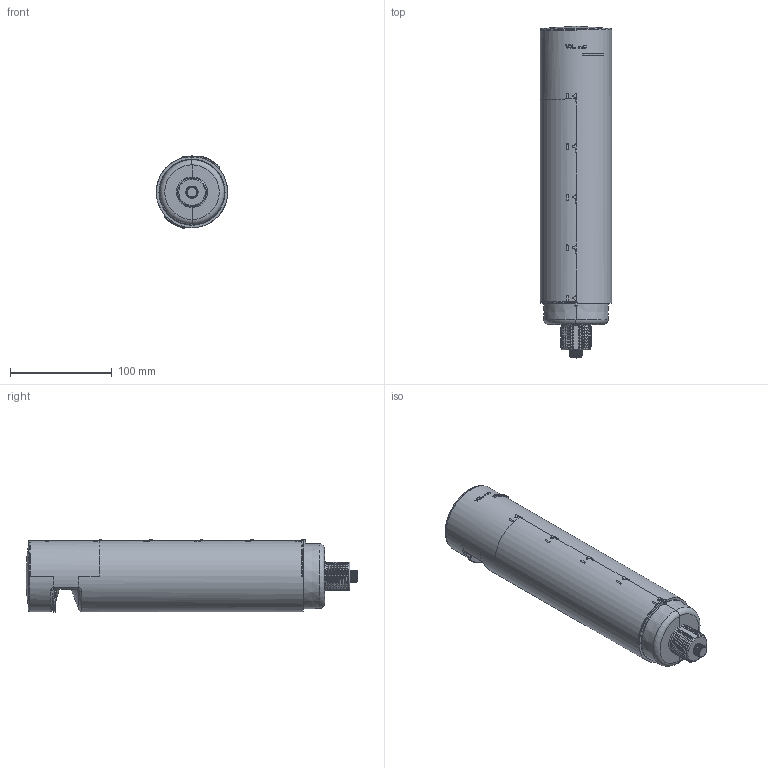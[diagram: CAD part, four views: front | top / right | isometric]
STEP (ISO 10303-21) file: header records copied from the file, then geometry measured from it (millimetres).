
FILE_DESCRIPTION((''),'2;1');
FILE_NAME('181454_SM01_ASM','2022-07-06T08:31:48',('PDMAdmin'),('BANNER ENGINEERING'),'CREO PARAMETRIC BY PTC INC, 2019292','CREO PARAMETRIC BY PTC INC, 2019292','');
FILE_SCHEMA(('CONFIG_CONTROL_DESIGN'));
Length unit declared in the file: millimetre
Products named in the file (2): 181454_EP01; 181454_SM01_ASM
Assembly tree (1 placements, depth 2):
  181454_SM01_ASM
    181454_EP01
Bounding box: 70 x 326.31 x 71.18 mm (x, y, z)
Volume: 1068881.9 mm3; surface area: 83838 mm2
Topology: 1 solids, 1 shells, 623 faces, 1667 edges, 1057 vertices
Faces by surface type: bspline 237, cylinder 226, plane 83, torus 37, cone 17, extrusion 13, sphere 8, revolution 2
Entity records: 36423 total; most frequent: CARTESIAN_POINT 22887, ORIENTED_EDGE 3326, DIRECTION 2133, EDGE_CURVE 1663, VERTEX_POINT 1057, AXIS2_PLACEMENT_3D 867, B_SPLINE_CURVE_WITH_KNOTS 801, EDGE_LOOP 638
